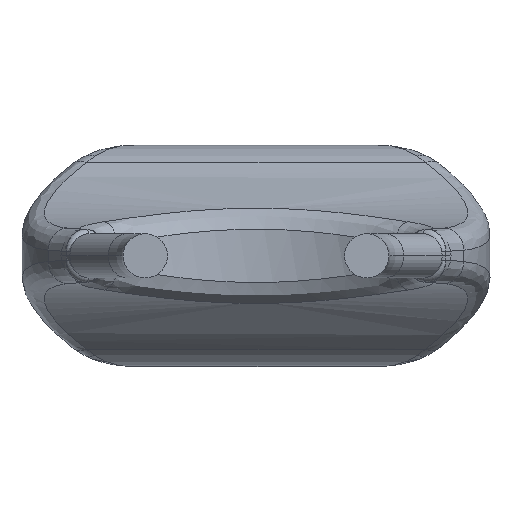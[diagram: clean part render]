
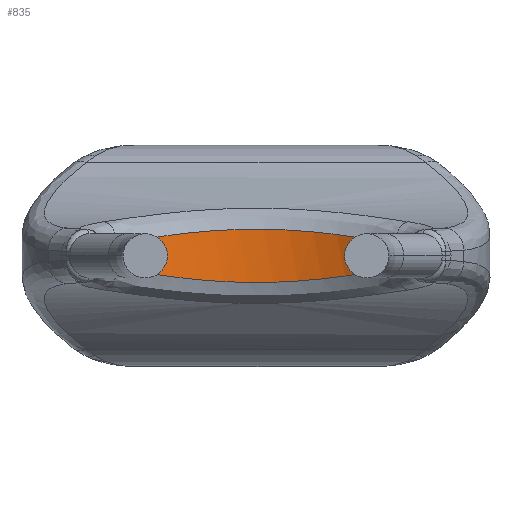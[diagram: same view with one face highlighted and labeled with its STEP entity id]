
A CAD part, front view. The second image highlights one B-rep face of the part: STEP entity #835.
In plain terms, the highlighted cylindrical face has radius 2.5 mm (diameter 5 mm), a partial arc.
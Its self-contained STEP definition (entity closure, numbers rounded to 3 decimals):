
#129 = ORIENTED_EDGE ( 'NONE', *, *, #3268, .F. ) ;
#352 = LINE ( 'NONE', #1456, #1122 ) ;
#532 = DIRECTION ( 'NONE',  ( -1., 0., 0. ) ) ;
#623 = CARTESIAN_POINT ( 'NONE',  ( 1.56, 8.954, 0.139 ) ) ;
#835 = ADVANCED_FACE ( 'NONE', ( #1983 ), #2208, .F. ) ;
#968 = VERTEX_POINT ( 'NONE', #2446 ) ;
#1003 = CARTESIAN_POINT ( 'NONE',  ( -0.563, 9.452, 0.282 ) ) ;
#1024 = EDGE_CURVE ( 'NONE', #968, #1128, #2404, .T. ) ;
#1025 = CARTESIAN_POINT ( 'NONE',  ( -0.561, 9.453, -0.282 ) ) ;
#1122 = VECTOR ( 'NONE', #4435, 1000. ) ;
#1128 = VERTEX_POINT ( 'NONE', #3015 ) ;
#1368 = CARTESIAN_POINT ( 'NONE',  ( -1.096, 9.265, -0.22 ) ) ;
#1456 = CARTESIAN_POINT ( 'NONE',  ( -1.56, 8.954, 1.25 ) ) ;
#1516 = ORIENTED_EDGE ( 'NONE', *, *, #1024, .T. ) ;
#1706 = AXIS2_PLACEMENT_3D ( 'NONE', #2752, #4683, #532 ) ;
#1741 = CARTESIAN_POINT ( 'NONE',  ( 0.285, 9.5, -0.301 ) ) ;
#1746 = VECTOR ( 'NONE', #4514, 1000. ) ;
#1983 = FACE_OUTER_BOUND ( 'NONE', #3424, .T. ) ;
#2158 = CARTESIAN_POINT ( 'NONE',  ( -0.285, 9.5, -0.301 ) ) ;
#2208 = CYLINDRICAL_SURFACE ( 'NONE', #1706, 2.5 ) ;
#2304 = ORIENTED_EDGE ( 'NONE', *, *, #2418, .T. ) ;
#2404 = B_SPLINE_CURVE_WITH_KNOTS ( 'NONE', 3,
 ( #623, #2882, #3562, #2481, #3940, #2835, #1003, #4717, #3924, #3619 ),
 .UNSPECIFIED., .F., .F.,
 ( 4, 2, 2, 2, 4 ),
 ( 0., 0.001, 0.002, 0.003, 0.003 ),
 .UNSPECIFIED. ) ;
#2418 = EDGE_CURVE ( 'NONE', #4137, #2848, #4210, .T. ) ;
#2446 = CARTESIAN_POINT ( 'NONE',  ( 1.56, 8.954, 0.139 ) ) ;
#2481 = CARTESIAN_POINT ( 'NONE',  ( 0.561, 9.453, 0.282 ) ) ;
#2752 = CARTESIAN_POINT ( 'NONE',  ( 0., 7., 1.25 ) ) ;
#2835 = CARTESIAN_POINT ( 'NONE',  ( -0.285, 9.5, 0.301 ) ) ;
#2847 = CARTESIAN_POINT ( 'NONE',  ( 1.56, 8.954, -0.139 ) ) ;
#2848 = VERTEX_POINT ( 'NONE', #4654 ) ;
#2882 = CARTESIAN_POINT ( 'NONE',  ( 1.339, 9.13, 0.178 ) ) ;
#2887 = CARTESIAN_POINT ( 'NONE',  ( 0.563, 9.452, -0.282 ) ) ;
#3015 = CARTESIAN_POINT ( 'NONE',  ( -1.56, 8.954, 0.139 ) ) ;
#3029 = CARTESIAN_POINT ( 'NONE',  ( -1.56, 8.954, -0.139 ) ) ;
#3148 = LINE ( 'NONE', #3371, #1746 ) ;
#3268 = EDGE_CURVE ( 'NONE', #968, #2848, #3148, .T. ) ;
#3371 = CARTESIAN_POINT ( 'NONE',  ( 1.56, 8.954, 1.25 ) ) ;
#3424 = EDGE_LOOP ( 'NONE', ( #129, #1516, #3620, #2304 ) ) ;
#3562 = CARTESIAN_POINT ( 'NONE',  ( 1.096, 9.265, 0.22 ) ) ;
#3619 = CARTESIAN_POINT ( 'NONE',  ( -1.56, 8.954, 0.139 ) ) ;
#3620 = ORIENTED_EDGE ( 'NONE', *, *, #4113, .T. ) ;
#3651 = CARTESIAN_POINT ( 'NONE',  ( -1.56, 8.954, -0.139 ) ) ;
#3664 = CARTESIAN_POINT ( 'NONE',  ( -1.339, 9.13, -0.178 ) ) ;
#3924 = CARTESIAN_POINT ( 'NONE',  ( -1.339, 9.13, 0.178 ) ) ;
#3940 = CARTESIAN_POINT ( 'NONE',  ( 0.285, 9.5, 0.301 ) ) ;
#4113 = EDGE_CURVE ( 'NONE', #1128, #4137, #352, .T. ) ;
#4137 = VERTEX_POINT ( 'NONE', #3029 ) ;
#4210 = B_SPLINE_CURVE_WITH_KNOTS ( 'NONE', 3,
 ( #3651, #3664, #1368, #1025, #2158, #1741, #2887, #4350, #4784, #2847 ),
 .UNSPECIFIED., .F., .F.,
 ( 4, 2, 2, 2, 4 ),
 ( 0., 0.001, 0.002, 0.003, 0.003 ),
 .UNSPECIFIED. ) ;
#4350 = CARTESIAN_POINT ( 'NONE',  ( 1.096, 9.265, -0.219 ) ) ;
#4435 = DIRECTION ( 'NONE',  ( 0., 0., -1. ) ) ;
#4514 = DIRECTION ( 'NONE',  ( 0., 0., -1. ) ) ;
#4654 = CARTESIAN_POINT ( 'NONE',  ( 1.56, 8.954, -0.139 ) ) ;
#4683 = DIRECTION ( 'NONE',  ( 0., 0., -1. ) ) ;
#4717 = CARTESIAN_POINT ( 'NONE',  ( -1.096, 9.265, 0.219 ) ) ;
#4784 = CARTESIAN_POINT ( 'NONE',  ( 1.339, 9.13, -0.178 ) ) ;
